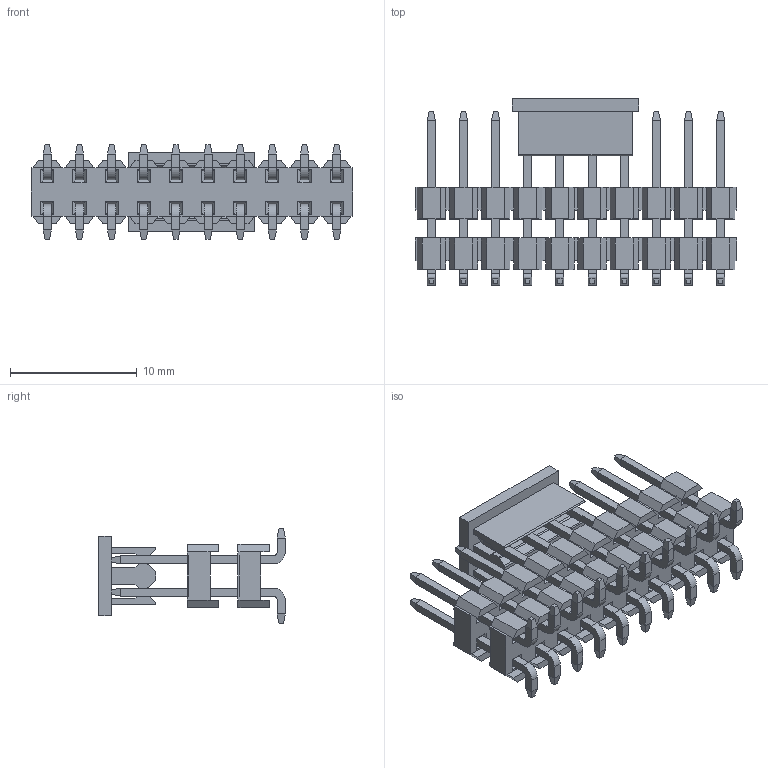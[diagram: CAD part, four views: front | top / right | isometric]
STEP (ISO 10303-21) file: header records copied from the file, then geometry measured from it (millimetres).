
FILE_DESCRIPTION( ('This file contains a STEP AP42 implementation' ,'as created by ZW3D STEP Interface translator.') ,'2;1' );
FILE_NAME( '1125-22XXXXMXXXXXXX(拸翐).stp' ,'23 331.152344', (''), ('ZWCAD Software Co.'), 'Version 1.0', 'ZW3D to STEP translator', '' );
FILE_SCHEMA(('AUTOMOTIVE_DESIGN { 1 0 10303 214 1 1 1 1 }'));
Length unit declared in the file: millimetre
Products named in the file (2): 0; 1125-2220XXM156XXXX(拸翐)
Bounding box: 25.4 x 14.74 x 7.5 mm (x, y, z)
Volume: 689.8 mm3; surface area: 2180.5 mm2
Topology: 23 solids, 23 shells, 1077 faces, 2630 edges, 1620 vertices
Faces by surface type: plane 1029, cylinder 48
Entity records: 31730 total; most frequent: CARTESIAN_POINT 5328, ORIENTED_EDGE 5260, DIRECTION 4882, EDGE_CURVE 2630, VECTOR 2534, LINE 2534, VERTEX_POINT 1620, EDGE_LOOP 1178
